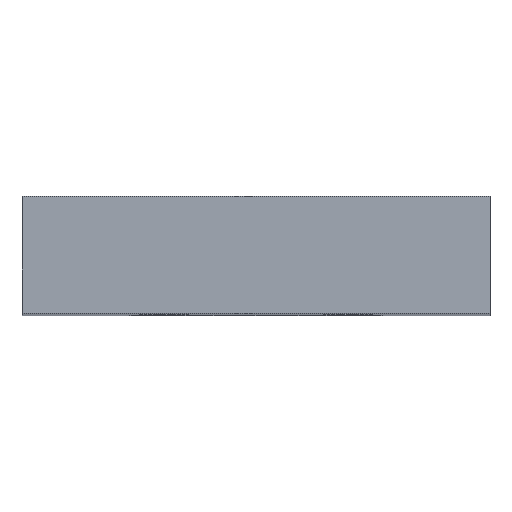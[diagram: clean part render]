
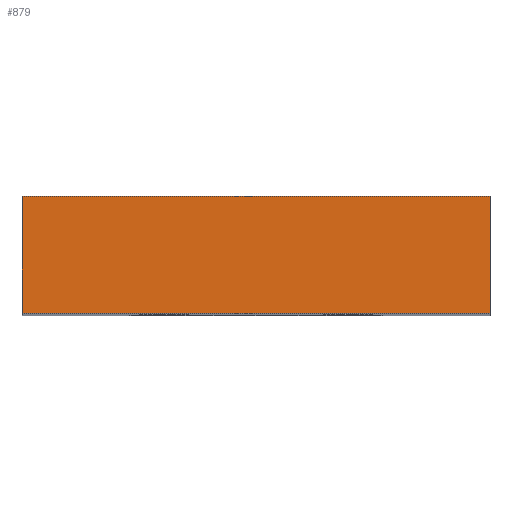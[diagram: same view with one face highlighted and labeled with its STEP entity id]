
A CAD part, top view. The second image highlights one B-rep face of the part: STEP entity #879.
In plain terms, the highlighted planar face has unit normal (0, 0, 1).
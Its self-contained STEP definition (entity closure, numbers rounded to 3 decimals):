
#21 = LINE ( 'NONE', #32, #903 ) ;
#25 = DIRECTION ( 'NONE',  ( 0., -1., 0. ) ) ;
#32 = CARTESIAN_POINT ( 'NONE',  ( 0., 25.4, 0. ) ) ;
#39 = DIRECTION ( 'NONE',  ( 1., 0., 0. ) ) ;
#43 = DIRECTION ( 'NONE',  ( 0., -1., 0. ) ) ;
#45 = CARTESIAN_POINT ( 'NONE',  ( 0., 0., 0. ) ) ;
#63 = CARTESIAN_POINT ( 'NONE',  ( 101.6, 25.4, 0. ) ) ;
#95 = CARTESIAN_POINT ( 'NONE',  ( 0., 25.4, 0. ) ) ;
#101 = DIRECTION ( 'NONE',  ( 1., 0., 0. ) ) ;
#250 = DIRECTION ( 'NONE',  ( -1., 0., 0. ) ) ;
#253 = DIRECTION ( 'NONE',  ( 0., 0., -1. ) ) ;
#256 = CARTESIAN_POINT ( 'NONE',  ( 0., 25.4, 0. ) ) ;
#265 = PLANE ( 'NONE',  #553 ) ;
#286 = CARTESIAN_POINT ( 'NONE',  ( 0., 25.4, 0. ) ) ;
#288 = CARTESIAN_POINT ( 'NONE',  ( 101.6, 0., 0. ) ) ;
#300 = CARTESIAN_POINT ( 'NONE',  ( 101.6, 25.4, 0. ) ) ;
#314 = VERTEX_POINT ( 'NONE', #300 ) ;
#326 = VERTEX_POINT ( 'NONE', #347 ) ;
#328 = VERTEX_POINT ( 'NONE', #288 ) ;
#330 = VERTEX_POINT ( 'NONE', #286 ) ;
#347 = CARTESIAN_POINT ( 'NONE',  ( 0., 0., 0. ) ) ;
#389 = LINE ( 'NONE', #95, #396 ) ;
#396 = VECTOR ( 'NONE', #101, 1000. ) ;
#425 = LINE ( 'NONE', #63, #426 ) ;
#426 = VECTOR ( 'NONE', #43, 1000. ) ;
#446 = ORIENTED_EDGE ( 'NONE', *, *, #627, .F. ) ;
#447 = ORIENTED_EDGE ( 'NONE', *, *, #594, .T. ) ;
#474 = EDGE_LOOP ( 'NONE', ( #523, #477, #446, #447 ) ) ;
#477 = ORIENTED_EDGE ( 'NONE', *, *, #658, .F. ) ;
#523 = ORIENTED_EDGE ( 'NONE', *, *, #587, .T. ) ;
#553 = AXIS2_PLACEMENT_3D ( 'NONE', #256, #253, #250 ) ;
#587 = EDGE_CURVE ( 'NONE', #326, #328, #774, .T. ) ;
#594 = EDGE_CURVE ( 'NONE', #330, #326, #21, .T. ) ;
#627 = EDGE_CURVE ( 'NONE', #330, #314, #389, .T. ) ;
#658 = EDGE_CURVE ( 'NONE', #314, #328, #425, .T. ) ;
#772 = VECTOR ( 'NONE', #39, 1000. ) ;
#774 = LINE ( 'NONE', #45, #772 ) ;
#784 = FACE_OUTER_BOUND ( 'NONE', #474, .T. ) ;
#879 = ADVANCED_FACE ( 'NONE', ( #784 ), #265, .F. ) ;
#903 = VECTOR ( 'NONE', #25, 1000. ) ;
